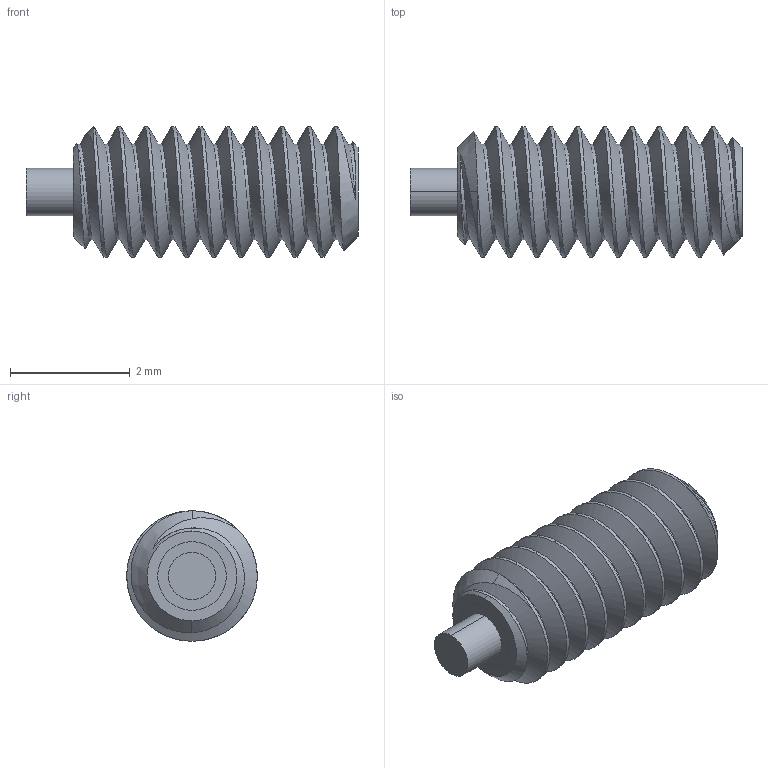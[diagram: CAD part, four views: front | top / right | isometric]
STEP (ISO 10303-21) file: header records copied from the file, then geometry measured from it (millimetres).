
FILE_DESCRIPTION (( 'STEP AP203' ), '1' );
FILE_NAME ('90291A847_18-8 Stainless Steel Nylon-Tip Set Screw.STEP', '2023-03-01T14:55:17', ( 'Administrator' ), ( 'Managed by Terraform' ), 'SwSTEP 2.0', 'SolidWorks 2017', '' );
FILE_SCHEMA (( 'CONFIG_CONTROL_DESIGN' ));
Length unit declared in the file: inch
Products named in the file (1): 90291A847_18-8 Stainless Steel Nylon-Tip Set Screw
Bounding box: 5.56 x 2.18 x 2.18 mm (x, y, z)
Volume: 13 mm3; surface area: 59.9 mm2
Topology: 2 solids, 2 shells, 53 faces, 124 edges, 78 vertices
Faces by surface type: cylinder 25, plane 13, cone 12, bspline 3
Entity records: 2900 total; most frequent: CARTESIAN_POINT 1753, ORIENTED_EDGE 248, DIRECTION 194, EDGE_CURVE 124, VERTEX_POINT 78, AXIS2_PLACEMENT_3D 76, EDGE_LOOP 56, FACE_OUTER_BOUND 53
